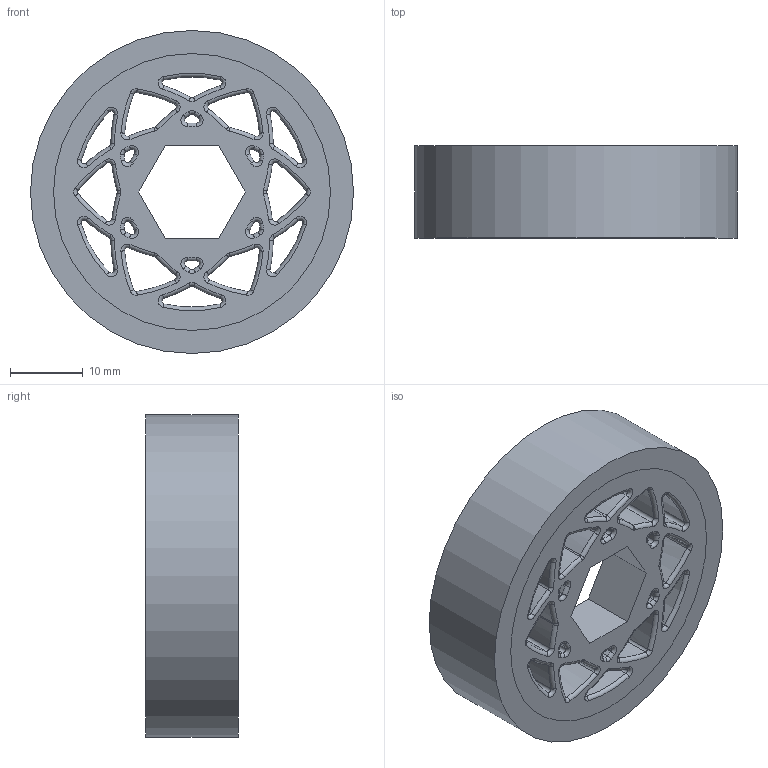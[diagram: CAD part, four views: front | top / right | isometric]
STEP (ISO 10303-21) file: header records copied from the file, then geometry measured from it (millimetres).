
FILE_DESCRIPTION(/* description */ (''),/* implementation_level */ '2;1');
FILE_NAME(/* name */ 'smolWideWheelCore.stp',/* time_stamp */ '2024-04-08T17:10:00-04:00',/* author */ ('tandu'),/* organization */ (''),/* preprocessor_version */ 'ST-DEVELOPER v20',/* originating_system */ 'Autodesk Inventor 2024',/* authorisation */ '');
FILE_SCHEMA (('AUTOMOTIVE_DESIGN { 1 0 10303 214 3 1 1 }'));
Length unit declared in the file: inch
Products named in the file (1): WideWheelCore
Bounding box: 44.45 x 12.7 x 44.45 mm (x, y, z)
Volume: 10713 mm3; surface area: 10752.6 mm2
Topology: 2 solids, 2 shells, 706 faces, 1785 edges, 1018 vertices
Faces by surface type: bspline 324, torus 175, cylinder 170, plane 35, cone 2
Full cylindrical faces by diameter (mm): 38.1 x1, 44.45 x1
Entity records: 39174 total; most frequent: CARTESIAN_POINT 24225, ORIENTED_EDGE 3474, DIRECTION 2582, EDGE_CURVE 1737, AXIS2_PLACEMENT_3D 1184, VERTEX_POINT 1018, CIRCLE 801, EDGE_LOOP 729
